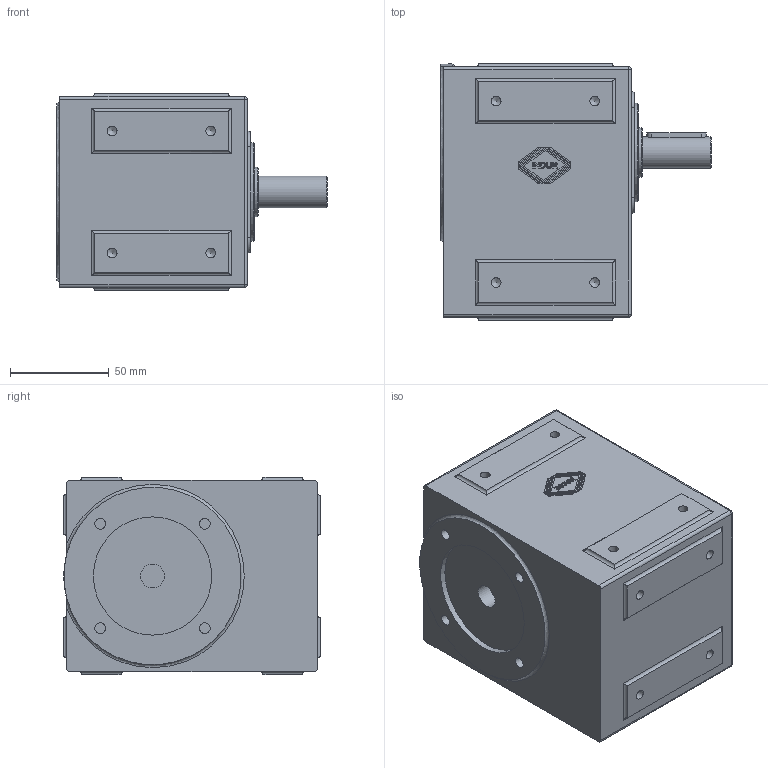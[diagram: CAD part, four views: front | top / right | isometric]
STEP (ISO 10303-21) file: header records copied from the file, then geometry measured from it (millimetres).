
FILE_DESCRIPTION((''),'2;1');
FILE_NAME('US362_B141_M6.ipt.stp','2010-03-02T12:10:17',('INDUR'),(''),'Autodesk Inventor 2010','Autodesk Inventor 2010','');
FILE_SCHEMA(('CONFIG_CONTROL_DESIGN'));
Length unit declared in the file: millimetre
Products named in the file (1): US362_B141_M6
Bounding box: 137 x 130 x 100 mm (x, y, z)
Volume: 1198030 mm3; surface area: 76667.9 mm2
Topology: 1 solids, 1 shells, 411 faces, 1101 edges, 724 vertices
Faces by surface type: plane 212, cylinder 96, bspline 88, cone 11, sphere 4
Full cylindrical faces by diameter (mm): 4.917 x8, 12 x1, 16 x1, 25 x1, 50 x1, 60 x1
Entity records: 13389 total; most frequent: CARTESIAN_POINT 3792, ORIENTED_EDGE 2018, DIRECTION 1760, EDGE_CURVE 1009, VECTOR 708, LINE 708, VERTEX_POINT 689, AXIS2_PLACEMENT_3D 526
